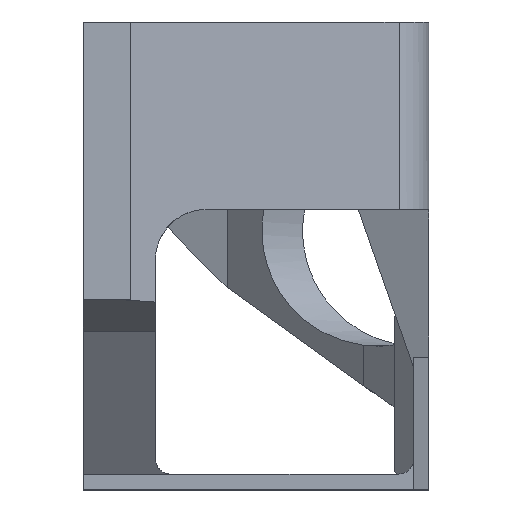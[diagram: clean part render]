
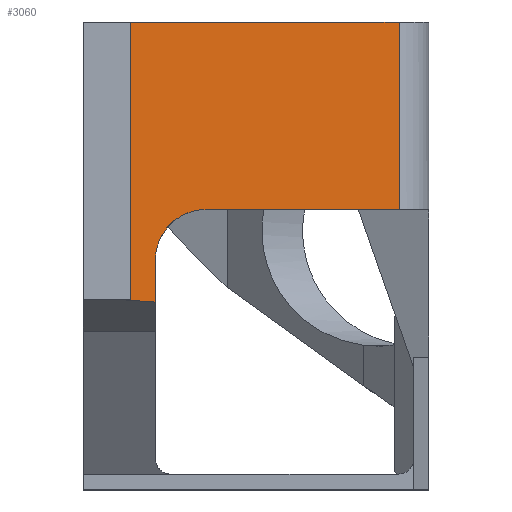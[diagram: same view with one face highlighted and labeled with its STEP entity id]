
A CAD part, top view. The second image highlights one B-rep face of the part: STEP entity #3060.
In plain terms, the highlighted planar face has unit normal (0.085, 0, 0.996).
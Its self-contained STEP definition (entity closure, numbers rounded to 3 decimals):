
#73=ELLIPSE('',#3322,10.037,10.);
#160=PLANE('',#3325);
#302=FACE_OUTER_BOUND('',#477,.T.);
#477=EDGE_LOOP('',(#2698,#2699,#2700,#2701,#2702,#2703,#2704,#2705));
#766=LINE('',#4884,#1112);
#791=LINE('',#4946,#1137);
#812=LINE('',#4992,#1158);
#819=LINE('',#5014,#1165);
#821=LINE('',#5019,#1167);
#822=LINE('',#5020,#1168);
#823=LINE('',#5021,#1169);
#1112=VECTOR('',#3934,10.);
#1137=VECTOR('',#3985,10.);
#1158=VECTOR('',#4036,10.);
#1165=VECTOR('',#4061,10.);
#1167=VECTOR('',#4065,10.);
#1168=VECTOR('',#4066,10.);
#1169=VECTOR('',#4067,10.);
#1514=VERTEX_POINT('',#4881);
#1515=VERTEX_POINT('',#4883);
#1538=VERTEX_POINT('',#4943);
#1539=VERTEX_POINT('',#4945);
#1548=VERTEX_POINT('',#4988);
#1555=VERTEX_POINT('',#5009);
#1556=VERTEX_POINT('',#5017);
#1557=VERTEX_POINT('',#5018);
#1891=EDGE_CURVE('',#1514,#1515,#766,.T.);
#1924=EDGE_CURVE('',#1538,#1539,#791,.T.);
#1948=EDGE_CURVE('',#1539,#1548,#812,.T.);
#1956=EDGE_CURVE('',#1555,#1514,#73,.T.);
#1959=EDGE_CURVE('',#1548,#1555,#819,.T.);
#1961=EDGE_CURVE('',#1556,#1557,#821,.T.);
#1962=EDGE_CURVE('',#1515,#1557,#822,.T.);
#1963=EDGE_CURVE('',#1538,#1556,#823,.T.);
#2698=ORIENTED_EDGE('',*,*,#1961,.T.);
#2699=ORIENTED_EDGE('',*,*,#1962,.F.);
#2700=ORIENTED_EDGE('',*,*,#1891,.F.);
#2701=ORIENTED_EDGE('',*,*,#1956,.F.);
#2702=ORIENTED_EDGE('',*,*,#1959,.F.);
#2703=ORIENTED_EDGE('',*,*,#1948,.F.);
#2704=ORIENTED_EDGE('',*,*,#1924,.F.);
#2705=ORIENTED_EDGE('',*,*,#1963,.T.);
#3060=ADVANCED_FACE('',(#302),#160,.F.);
#3322=AXIS2_PLACEMENT_3D('',#5010,#4054,#4055);
#3325=AXIS2_PLACEMENT_3D('',#5016,#4063,#4064);
#3934=DIRECTION('',(0.,-1.,0.));
#3985=DIRECTION('',(0.996,0.,-0.085));
#4036=DIRECTION('',(0.,-1.,0.));
#4054=DIRECTION('center_axis',(0.085,0.,0.996));
#4055=DIRECTION('ref_axis',(-0.996,0.,0.085));
#4061=DIRECTION('',(-0.996,0.,0.085));
#4063=DIRECTION('center_axis',(-0.085,0.,-0.996));
#4064=DIRECTION('ref_axis',(0.996,0.,-0.085));
#4065=DIRECTION('',(-0.996,0.,0.085));
#4066=DIRECTION('',(-0.994,0.072,0.085));
#4067=DIRECTION('',(0.,-1.,0.));
#4881=CARTESIAN_POINT('',(-42.49,-62.437,-7.501));
#4883=CARTESIAN_POINT('',(-42.49,-70.676,-7.501));
#4884=CARTESIAN_POINT('',(-42.49,-45.298,-7.501));
#4943=CARTESIAN_POINT('',(-47.44,-15.598,-7.077));
#4945=CARTESIAN_POINT('',(5.437,-15.598,-11.605));
#4946=CARTESIAN_POINT('',(-47.44,-15.598,-7.077));
#4988=CARTESIAN_POINT('',(5.437,-52.437,-11.605));
#4992=CARTESIAN_POINT('',(5.437,-92.437,-11.605));
#5009=CARTESIAN_POINT('',(-32.49,-52.437,-8.357));
#5010=CARTESIAN_POINT('Origin',(-32.49,-62.437,-8.357));
#5014=CARTESIAN_POINT('',(-47.09,-52.437,-7.107));
#5016=CARTESIAN_POINT('Origin',(-59.69,-18.158,-6.027));
#5017=CARTESIAN_POINT('',(-47.44,-70.095,-7.077));
#5018=CARTESIAN_POINT('',(-50.564,-70.095,-6.809));
#5019=CARTESIAN_POINT('',(-55.506,-70.095,-6.386));
#5020=CARTESIAN_POINT('',(-62.974,-69.201,-5.746));
#5021=CARTESIAN_POINT('',(-47.44,-44.127,-7.077));
